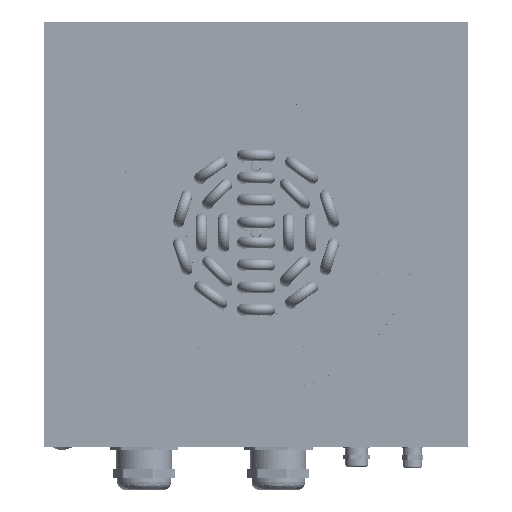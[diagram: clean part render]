
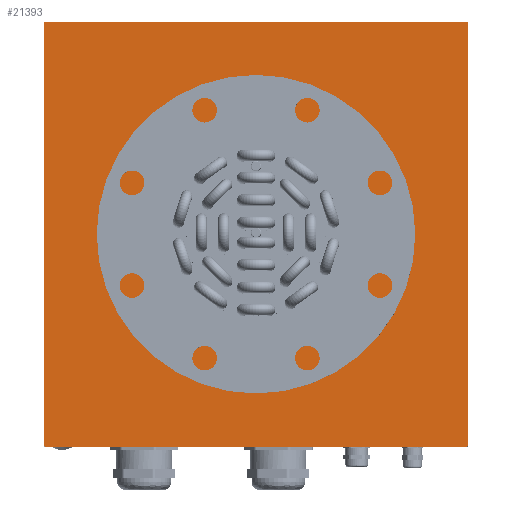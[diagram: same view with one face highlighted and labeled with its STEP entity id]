
A CAD part, top view. The second image highlights one B-rep face of the part: STEP entity #21393.
In plain terms, the highlighted face is planar.
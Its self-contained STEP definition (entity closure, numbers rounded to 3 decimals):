
#54 = CARTESIAN_POINT ( 'NONE',  ( -188., -190., -4. ) ) ;
#881 = CARTESIAN_POINT ( 'NONE',  ( 85.15, 0., -4. ) ) ;
#2082 = VERTEX_POINT ( 'NONE', #80511 ) ;
#2912 = EDGE_CURVE ( 'NONE', #40359, #4982, #23294, .T. ) ;
#4982 = VERTEX_POINT ( 'NONE', #53983 ) ;
#6417 = EDGE_CURVE ( 'NONE', #85132, #49001, #13837, .T. ) ;
#8684 = DIRECTION ( 'NONE',  ( 0., 0., 1. ) ) ;
#9244 = CARTESIAN_POINT ( 'NONE',  ( 188., -190., -4. ) ) ;
#9278 = DIRECTION ( 'NONE',  ( 1., 0., 0. ) ) ;
#10118 = AXIS2_PLACEMENT_3D ( 'NONE', #65348, #32612, #21769 ) ;
#10346 = EDGE_CURVE ( 'NONE', #31593, #2082, #104956, .T. ) ;
#11677 = DIRECTION ( 'NONE',  ( 1., 0., 0. ) ) ;
#13255 = ORIENTED_EDGE ( 'NONE', *, *, #10346, .T. ) ;
#13837 = CIRCLE ( 'NONE', #76406, 2. ) ;
#14277 = AXIS2_PLACEMENT_3D ( 'NONE', #96566, #27969, #11677 ) ;
#14440 = FACE_OUTER_BOUND ( 'NONE', #14442, .T. ) ;
#14442 = EDGE_LOOP ( 'NONE', ( #44709, #49790, #70961, #83159, #103749, #27175, #19041, #31489 ) ) ;
#17938 = LINE ( 'NONE', #54, #19346 ) ;
#18401 = DIRECTION ( 'NONE',  ( 0., 0., 1. ) ) ;
#19041 = ORIENTED_EDGE ( 'NONE', *, *, #6417, .F. ) ;
#19346 = VECTOR ( 'NONE', #9278, 1000. ) ;
#19760 = VERTEX_POINT ( 'NONE', #95717 ) ;
#19924 = CIRCLE ( 'NONE', #26847, 2. ) ;
#21393 = ADVANCED_FACE ( 'NONE', ( #96155, #14440 ), #64546, .T. ) ;
#21769 = DIRECTION ( 'NONE',  ( -1., 0., 0. ) ) ;
#22688 = CARTESIAN_POINT ( 'NONE',  ( -188., 190., -4. ) ) ;
#23294 = LINE ( 'NONE', #57077, #101079 ) ;
#26499 = EDGE_CURVE ( 'NONE', #36378, #40359, #19924, .T. ) ;
#26847 = AXIS2_PLACEMENT_3D ( 'NONE', #83264, #8684, #41858 ) ;
#27175 = ORIENTED_EDGE ( 'NONE', *, *, #38173, .F. ) ;
#27399 = DIRECTION ( 'NONE',  ( 0., 0., 1. ) ) ;
#27969 = DIRECTION ( 'NONE',  ( 0., 0., 1. ) ) ;
#31489 = ORIENTED_EDGE ( 'NONE', *, *, #85803, .F. ) ;
#31593 = VERTEX_POINT ( 'NONE', #881 ) ;
#32612 = DIRECTION ( 'NONE',  ( 0., 0., 1. ) ) ;
#34227 = VECTOR ( 'NONE', #78046, 1000. ) ;
#35038 = VERTEX_POINT ( 'NONE', #97584 ) ;
#35680 = CARTESIAN_POINT ( 'NONE',  ( -190., 188., -4. ) ) ;
#35837 = LINE ( 'NONE', #102302, #50973 ) ;
#36378 = VERTEX_POINT ( 'NONE', #9244 ) ;
#36668 = LINE ( 'NONE', #103150, #34227 ) ;
#37231 = DIRECTION ( 'NONE',  ( 0., 0., 1. ) ) ;
#38173 = EDGE_CURVE ( 'NONE', #49001, #19760, #36668, .T. ) ;
#40350 = AXIS2_PLACEMENT_3D ( 'NONE', #102047, #27399, #60654 ) ;
#40359 = VERTEX_POINT ( 'NONE', #92725 ) ;
#41310 = CARTESIAN_POINT ( 'NONE',  ( 0., 0., -4. ) ) ;
#41858 = DIRECTION ( 'NONE',  ( 1., 0., 0. ) ) ;
#44709 = ORIENTED_EDGE ( 'NONE', *, *, #46761, .F. ) ;
#46761 = EDGE_CURVE ( 'NONE', #4982, #50159, #86656, .T. ) ;
#49001 = VERTEX_POINT ( 'NONE', #35680 ) ;
#49790 = ORIENTED_EDGE ( 'NONE', *, *, #2912, .F. ) ;
#50159 = VERTEX_POINT ( 'NONE', #56139 ) ;
#50973 = VECTOR ( 'NONE', #86492, 1000. ) ;
#53983 = CARTESIAN_POINT ( 'NONE',  ( 190., 188., -4. ) ) ;
#54723 = CARTESIAN_POINT ( 'NONE',  ( 188., 188., -4. ) ) ;
#55728 = DIRECTION ( 'NONE',  ( 1., 0., 0. ) ) ;
#56139 = CARTESIAN_POINT ( 'NONE',  ( 188., 190., -4. ) ) ;
#57077 = CARTESIAN_POINT ( 'NONE',  ( 190., 188., -4. ) ) ;
#57255 = EDGE_CURVE ( 'NONE', #19760, #35038, #76837, .T. ) ;
#60654 = DIRECTION ( 'NONE',  ( 1., 0., 0. ) ) ;
#61765 = CARTESIAN_POINT ( 'NONE',  ( -188., 188., -4. ) ) ;
#62000 = AXIS2_PLACEMENT_3D ( 'NONE', #54723, #98315, #71608 ) ;
#64546 = PLANE ( 'NONE',  #62000 ) ;
#64726 = EDGE_CURVE ( 'NONE', #35038, #36378, #17938, .T. ) ;
#65348 = CARTESIAN_POINT ( 'NONE',  ( 188., 188., -4. ) ) ;
#70026 = ORIENTED_EDGE ( 'NONE', *, *, #104115, .T. ) ;
#70961 = ORIENTED_EDGE ( 'NONE', *, *, #26499, .F. ) ;
#71608 = DIRECTION ( 'NONE',  ( -1., 0., 0. ) ) ;
#73363 = DIRECTION ( 'NONE',  ( 0., 1., 0. ) ) ;
#75217 = CIRCLE ( 'NONE', #40350, 85.15 ) ;
#76406 = AXIS2_PLACEMENT_3D ( 'NONE', #61765, #37231, #55728 ) ;
#76837 = CIRCLE ( 'NONE', #14277, 2. ) ;
#78046 = DIRECTION ( 'NONE',  ( 0., -1., 0. ) ) ;
#80511 = CARTESIAN_POINT ( 'NONE',  ( -85.15, 0., -4. ) ) ;
#83159 = ORIENTED_EDGE ( 'NONE', *, *, #64726, .F. ) ;
#83264 = CARTESIAN_POINT ( 'NONE',  ( 188., -188., -4. ) ) ;
#84087 = AXIS2_PLACEMENT_3D ( 'NONE', #41310, #18401, #100682 ) ;
#85132 = VERTEX_POINT ( 'NONE', #22688 ) ;
#85803 = EDGE_CURVE ( 'NONE', #50159, #85132, #35837, .T. ) ;
#86492 = DIRECTION ( 'NONE',  ( -1., 0., 0. ) ) ;
#86656 = CIRCLE ( 'NONE', #10118, 2. ) ;
#92725 = CARTESIAN_POINT ( 'NONE',  ( 190., -188., -4. ) ) ;
#95717 = CARTESIAN_POINT ( 'NONE',  ( -190., -188., -4. ) ) ;
#96155 = FACE_BOUND ( 'NONE', #100874, .T. ) ;
#96566 = CARTESIAN_POINT ( 'NONE',  ( -188., -188., -4. ) ) ;
#97584 = CARTESIAN_POINT ( 'NONE',  ( -188., -190., -4. ) ) ;
#98315 = DIRECTION ( 'NONE',  ( 0., 0., -1. ) ) ;
#100682 = DIRECTION ( 'NONE',  ( 1., 0., 0. ) ) ;
#100874 = EDGE_LOOP ( 'NONE', ( #13255, #70026 ) ) ;
#101079 = VECTOR ( 'NONE', #73363, 1000. ) ;
#102047 = CARTESIAN_POINT ( 'NONE',  ( 0., 0., -4. ) ) ;
#102302 = CARTESIAN_POINT ( 'NONE',  ( -188., 190., -4. ) ) ;
#103150 = CARTESIAN_POINT ( 'NONE',  ( -190., 188., -4. ) ) ;
#103749 = ORIENTED_EDGE ( 'NONE', *, *, #57255, .F. ) ;
#104115 = EDGE_CURVE ( 'NONE', #2082, #31593, #75217, .T. ) ;
#104956 = CIRCLE ( 'NONE', #84087, 85.15 ) ;
